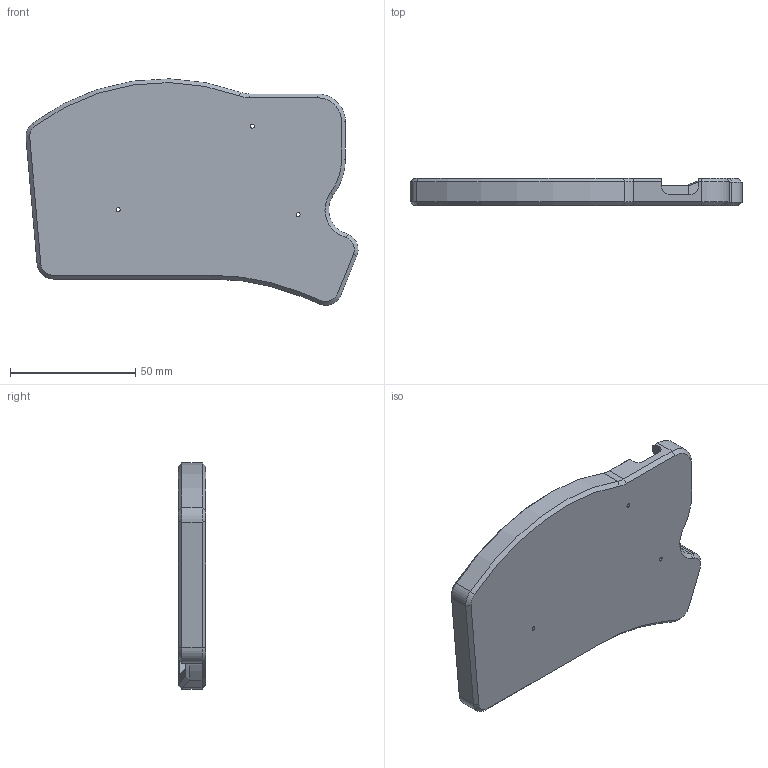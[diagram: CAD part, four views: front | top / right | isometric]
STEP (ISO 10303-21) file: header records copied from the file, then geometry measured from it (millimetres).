
FILE_DESCRIPTION(/* description */ (''),/* implementation_level */ '2;1');
FILE_NAME(/* name */ 'SmidgeTrayRight.step',/* time_stamp */ '2023-11-12T15:52:17-06:00',/* author */ (''),/* organization */ (''),/* preprocessor_version */ 'ST-DEVELOPER v20',/* originating_system */ 'Autodesk Translation Framework v12.14.0.127',/* authorisation */ '');
FILE_SCHEMA (('AUTOMOTIVE_DESIGN { 1 0 10303 214 3 1 1 }'));
Length unit declared in the file: millimetre
Products named in the file (1): TrayCase
Bounding box: 132.48 x 11 x 90.31 mm (x, y, z)
Volume: 34496.7 mm3; surface area: 25797.1 mm2
Topology: 1 solids, 1 shells, 112 faces, 264 edges, 157 vertices
Faces by surface type: plane 53, cone 30, cylinder 29
Full cylindrical faces by diameter (mm): 1.6 x3, 6 x3
Entity records: 3194 total; most frequent: DIRECTION 578, CARTESIAN_POINT 536, ORIENTED_EDGE 528, EDGE_CURVE 264, AXIS2_PLACEMENT_3D 202, LINE 174, VECTOR 174, VERTEX_POINT 157
